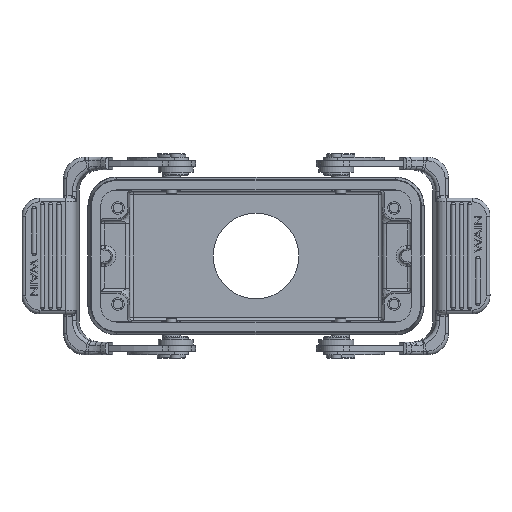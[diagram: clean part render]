
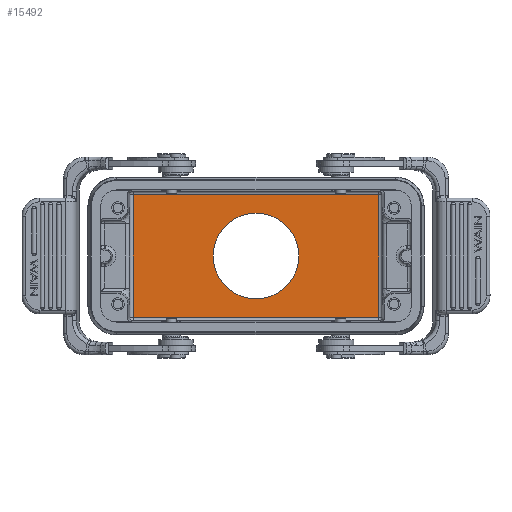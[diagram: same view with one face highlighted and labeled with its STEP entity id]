
A CAD part, front view. The second image highlights one B-rep face of the part: STEP entity #15492.
In plain terms, the highlighted planar face has unit normal (0, -1, 0).
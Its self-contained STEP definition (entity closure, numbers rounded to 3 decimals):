
#9786=PLANE('',#33915);
#11572=LINE('',#49588,#13808);
#11574=LINE('',#49597,#13810);
#11575=LINE('',#49603,#13811);
#11653=LINE('',#49877,#13889);
#13808=VECTOR('',#38828,1.);
#13810=VECTOR('',#38840,1.);
#13811=VECTOR('',#38849,1.);
#13889=VECTOR('',#39121,1.);
#15492=ADVANCED_FACE('',(#16697,#16698),#9786,.F.);
#16697=FACE_BOUND('',#17934,.T.);
#16698=FACE_BOUND('',#17935,.T.);
#17934=EDGE_LOOP('',(#22686));
#17935=EDGE_LOOP('',(#22687,#22688,#22689,#22690));
#22686=ORIENTED_EDGE('',*,*,#30411,.F.);
#22687=ORIENTED_EDGE('',*,*,#30290,.T.);
#22688=ORIENTED_EDGE('',*,*,#30287,.T.);
#22689=ORIENTED_EDGE('',*,*,#30282,.T.);
#22690=ORIENTED_EDGE('',*,*,#30410,.T.);
#27268=VERTEX_POINT('',#49118);
#27288=VERTEX_POINT('',#49589);
#27289=VERTEX_POINT('',#49595);
#27290=VERTEX_POINT('',#49602);
#27359=VERTEX_POINT('',#49880);
#30282=EDGE_CURVE('',#27288,#27268,#11572,.T.);
#30287=EDGE_CURVE('',#27289,#27288,#11574,.T.);
#30290=EDGE_CURVE('',#27290,#27289,#11575,.T.);
#30410=EDGE_CURVE('',#27268,#27290,#11653,.T.);
#30411=EDGE_CURVE('',#27359,#27359,#32205,.T.);
#32205=CIRCLE('',#33914,12.);
#33914=AXIS2_PLACEMENT_3D('',#49879,#39124,#39125);
#33915=AXIS2_PLACEMENT_3D('',#49881,#39126,#39127);
#38828=DIRECTION('',(0.,0.,1.));
#38840=DIRECTION('',(1.,0.,0.));
#38849=DIRECTION('',(0.,0.,-1.));
#39121=DIRECTION('',(-1.,0.,0.));
#39124=DIRECTION('',(0.,-1.,0.));
#39125=DIRECTION('',(0.,0.,1.));
#39126=DIRECTION('',(0.,1.,0.));
#39127=DIRECTION('',(1.,0.,0.));
#49118=CARTESIAN_POINT('',(34.445,43.,17.222));
#49588=CARTESIAN_POINT('',(34.445,43.,-17.222));
#49589=CARTESIAN_POINT('',(34.445,43.,-17.222));
#49595=CARTESIAN_POINT('',(-34.445,43.,-17.222));
#49597=CARTESIAN_POINT('',(-34.445,43.,-17.222));
#49602=CARTESIAN_POINT('',(-34.445,43.,17.222));
#49603=CARTESIAN_POINT('',(-34.445,43.,17.222));
#49877=CARTESIAN_POINT('',(34.445,43.,17.222));
#49879=CARTESIAN_POINT('',(0.,43.,0.));
#49880=CARTESIAN_POINT('',(0.,43.,12.));
#49881=CARTESIAN_POINT('',(45.5,43.,-21.5));
